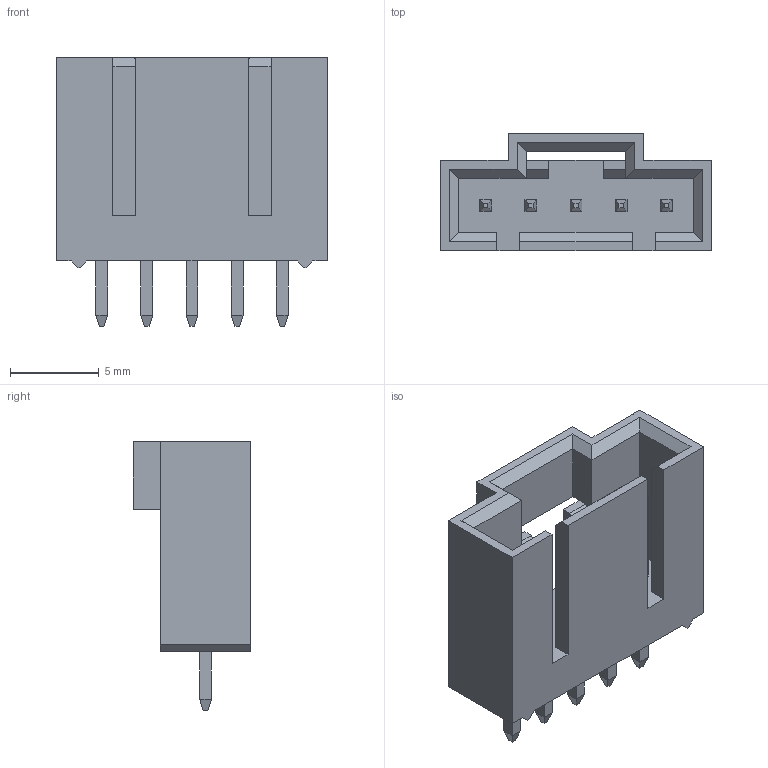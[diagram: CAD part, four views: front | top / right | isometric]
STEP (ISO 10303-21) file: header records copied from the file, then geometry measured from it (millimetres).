
FILE_DESCRIPTION((''),'2;1');
FILE_NAME('705430004','2014-06-30T',('me'),(''),'PRO/ENGINEER BY PARAMETRIC TECHNOLOGY CORPORATION, 2011490','PRO/ENGINEER BY PARAMETRIC TECHNOLOGY CORPORATION, 2011490','');
FILE_SCHEMA(('CONFIG_CONTROL_DESIGN'));
Length unit declared in the file: inch
Products named in the file (1): 705430004
Bounding box: 15.24 x 6.6 x 15.11 mm (x, y, z)
Volume: 517.3 mm3; surface area: 1033.8 mm2
Topology: 1 solids, 1 shells, 143 faces, 359 edges, 226 vertices
Faces by surface type: plane 143
Entity records: 4171 total; most frequent: CARTESIAN_POINT 719, ORIENTED_EDGE 698, DIRECTION 657, VECTOR 349, LINE 349, EDGE_CURVE 349, VERTEX_POINT 216, AXIS2_PLACEMENT_3D 154
